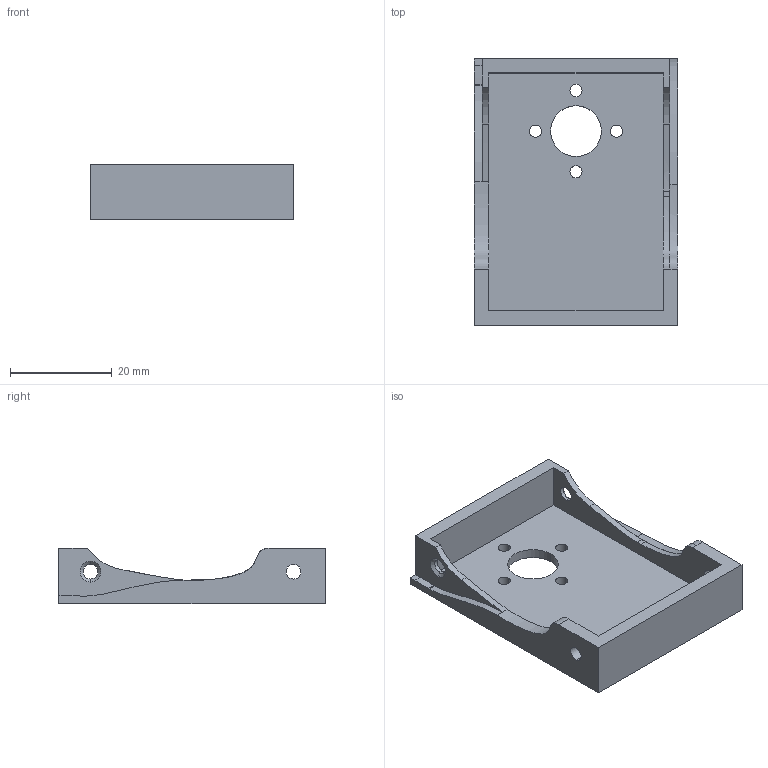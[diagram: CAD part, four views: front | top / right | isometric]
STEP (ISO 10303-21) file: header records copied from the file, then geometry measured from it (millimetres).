
FILE_DESCRIPTION (( 'STEP AP203' ), '1' );
FILE_NAME ('Follower_Shoulder_Rotation.STEP', '2024-09-05T20:27:49', ( '' ), ( '' ), 'SwSTEP 2.0', 'SolidWorks 2024', '' );
FILE_SCHEMA (( 'CONFIG_CONTROL_DESIGN' ));
Length unit declared in the file: millimetre
Products named in the file (1): Follower_Shoulder_Rotation
Bounding box: 40 x 52.5 x 10.9 mm (x, y, z)
Volume: 6885.1 mm3; surface area: 6956 mm2
Topology: 1 solids, 1 shells, 51 faces, 139 edges, 90 vertices
Faces by surface type: cylinder 24, plane 17, bspline 6, cone 4
Entity records: 1844 total; most frequent: CARTESIAN_POINT 446, ORIENTED_EDGE 278, DIRECTION 265, EDGE_CURVE 139, AXIS2_PLACEMENT_3D 97, VERTEX_POINT 90, LINE 71, VECTOR 71
